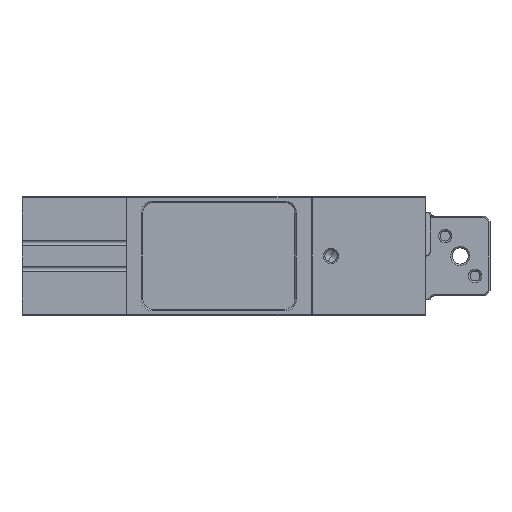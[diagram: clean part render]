
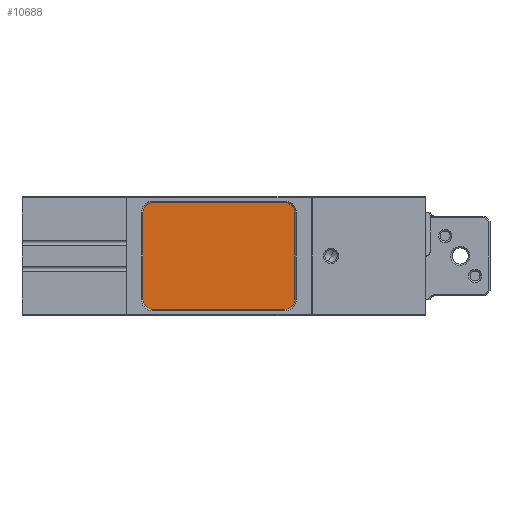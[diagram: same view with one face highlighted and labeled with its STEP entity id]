
A CAD part, front view. The second image highlights one B-rep face of the part: STEP entity #10688.
In plain terms, the highlighted face is planar.
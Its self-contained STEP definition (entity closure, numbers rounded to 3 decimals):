
#10617=CARTESIAN_POINT('Axis2P3D Location',(0.,14.7,0.)) ;
#10622=CARTESIAN_POINT('Axis2P3D Location',(31.75,14.7,8.7)) ;
#10626=CARTESIAN_POINT('Vertex',(31.75,14.7,10.7)) ;
#10628=CARTESIAN_POINT('Vertex',(33.75,14.7,8.7)) ;
#10631=CARTESIAN_POINT('Line Origine',(33.75,14.7,0.)) ;
#10635=CARTESIAN_POINT('Vertex',(33.75,14.7,-8.7)) ;
#10638=CARTESIAN_POINT('Axis2P3D Location',(31.75,14.7,-8.7)) ;
#10642=CARTESIAN_POINT('Vertex',(31.75,14.7,-10.7)) ;
#10645=CARTESIAN_POINT('Line Origine',(18.5,14.7,-10.7)) ;
#10649=CARTESIAN_POINT('Vertex',(5.25,14.7,-10.7)) ;
#10652=CARTESIAN_POINT('Axis2P3D Location',(5.25,14.7,-8.7)) ;
#10656=CARTESIAN_POINT('Vertex',(3.25,14.7,-8.7)) ;
#10659=CARTESIAN_POINT('Line Origine',(3.25,14.7,0.)) ;
#10663=CARTESIAN_POINT('Vertex',(3.25,14.7,8.7)) ;
#10666=CARTESIAN_POINT('Axis2P3D Location',(5.25,14.7,8.7)) ;
#10670=CARTESIAN_POINT('Vertex',(5.25,14.7,10.7)) ;
#10673=CARTESIAN_POINT('Line Origine',(18.5,14.7,10.7)) ;
#10618=DIRECTION('Axis2P3D Direction',(0.,1.,-0.)) ;
#10619=DIRECTION('Axis2P3D XDirection',(-1.,0.,0.)) ;
#10623=DIRECTION('Axis2P3D Direction',(0.,1.,-0.)) ;
#10632=DIRECTION('Vector Direction',(0.,0.,-1.)) ;
#10639=DIRECTION('Axis2P3D Direction',(0.,1.,-0.)) ;
#10646=DIRECTION('Vector Direction',(1.,0.,0.)) ;
#10653=DIRECTION('Axis2P3D Direction',(0.,1.,-0.)) ;
#10660=DIRECTION('Vector Direction',(0.,0.,1.)) ;
#10667=DIRECTION('Axis2P3D Direction',(0.,1.,-0.)) ;
#10674=DIRECTION('Vector Direction',(-1.,0.,0.)) ;
#10620=AXIS2_PLACEMENT_3D('Plane Axis2P3D',#10617,#10618,#10619) ;
#10624=AXIS2_PLACEMENT_3D('Circle Axis2P3D',#10622,#10623,$) ;
#10640=AXIS2_PLACEMENT_3D('Circle Axis2P3D',#10638,#10639,$) ;
#10654=AXIS2_PLACEMENT_3D('Circle Axis2P3D',#10652,#10653,$) ;
#10668=AXIS2_PLACEMENT_3D('Circle Axis2P3D',#10666,#10667,$) ;
#10679=ORIENTED_EDGE('',*,*,#10630,.T.) ;
#10680=ORIENTED_EDGE('',*,*,#10637,.T.) ;
#10681=ORIENTED_EDGE('',*,*,#10644,.T.) ;
#10682=ORIENTED_EDGE('',*,*,#10651,.T.) ;
#10683=ORIENTED_EDGE('',*,*,#10658,.T.) ;
#10684=ORIENTED_EDGE('',*,*,#10665,.T.) ;
#10685=ORIENTED_EDGE('',*,*,#10672,.T.) ;
#10686=ORIENTED_EDGE('',*,*,#10677,.T.) ;
#10633=VECTOR('Line Direction',#10632,1.) ;
#10647=VECTOR('Line Direction',#10646,1.) ;
#10661=VECTOR('Line Direction',#10660,1.) ;
#10675=VECTOR('Line Direction',#10674,1.) ;
#10688=ADVANCED_FACE('\X2\96F64EF651E04F554F53\X0\',(#10687),#10621,.T.) ;
#10625=CIRCLE('generated circle',#10624,2.) ;
#10641=CIRCLE('generated circle',#10640,2.) ;
#10655=CIRCLE('generated circle',#10654,2.) ;
#10669=CIRCLE('generated circle',#10668,2.) ;
#10630=EDGE_CURVE('',#10627,#10629,#10625,.T.) ;
#10637=EDGE_CURVE('',#10629,#10636,#10634,.T.) ;
#10644=EDGE_CURVE('',#10636,#10643,#10641,.T.) ;
#10651=EDGE_CURVE('',#10643,#10650,#10648,.F.) ;
#10658=EDGE_CURVE('',#10650,#10657,#10655,.T.) ;
#10665=EDGE_CURVE('',#10657,#10664,#10662,.T.) ;
#10672=EDGE_CURVE('',#10664,#10671,#10669,.T.) ;
#10677=EDGE_CURVE('',#10671,#10627,#10676,.F.) ;
#10678=EDGE_LOOP('',(#10679,#10680,#10681,#10682,#10683,#10684,#10685,#10686)) ;
#10687=FACE_OUTER_BOUND('',#10678,.T.) ;
#10634=LINE('Line',#10631,#10633) ;
#10648=LINE('Line',#10645,#10647) ;
#10662=LINE('Line',#10659,#10661) ;
#10676=LINE('Line',#10673,#10675) ;
#10621=PLANE('Plane',#10620) ;
#10627=VERTEX_POINT('',#10626) ;
#10629=VERTEX_POINT('',#10628) ;
#10636=VERTEX_POINT('',#10635) ;
#10643=VERTEX_POINT('',#10642) ;
#10650=VERTEX_POINT('',#10649) ;
#10657=VERTEX_POINT('',#10656) ;
#10664=VERTEX_POINT('',#10663) ;
#10671=VERTEX_POINT('',#10670) ;
